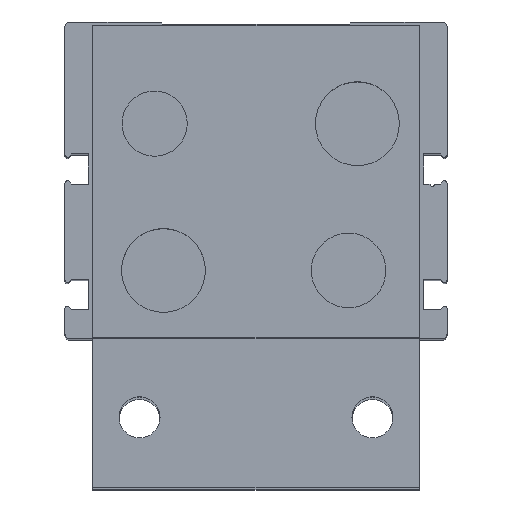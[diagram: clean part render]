
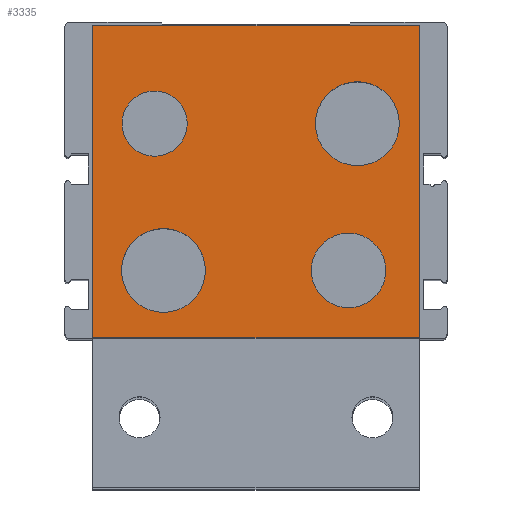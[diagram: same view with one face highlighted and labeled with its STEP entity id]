
A CAD part, top view. The second image highlights one B-rep face of the part: STEP entity #3335.
In plain terms, the highlighted planar face has unit normal (0, 0, 1).
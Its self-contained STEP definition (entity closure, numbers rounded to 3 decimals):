
#177 = CIRCLE ( 'NONE', #180, 9. ) ;
#178 = DIRECTION ( 'NONE',  ( 1., 0., 0. ) ) ;
#179 = CARTESIAN_POINT ( 'NONE',  ( 21.757, 12., 183. ) ) ;
#180 = AXIS2_PLACEMENT_3D ( 'NONE', #179, #181, #178 ) ;
#181 = DIRECTION ( 'NONE',  ( 0., 0., 1. ) ) ;
#613 = VERTEX_POINT ( 'NONE', #4444 ) ;
#671 = VERTEX_POINT ( 'NONE', #4457 ) ;
#724 = EDGE_CURVE ( 'NONE', #776, #671, #4672, .T. ) ;
#737 = EDGE_CURVE ( 'NONE', #775, #613, #4776, .T. ) ;
#775 = VERTEX_POINT ( 'NONE', #4706 ) ;
#776 = VERTEX_POINT ( 'NONE', #4705 ) ;
#2162 = CARTESIAN_POINT ( 'NONE',  ( -28.865, -19.5, 183. ) ) ;
#2366 = DIRECTION ( 'NONE',  ( 0., 1., 0. ) ) ;
#2367 = VECTOR ( 'NONE', #2366, 1000. ) ;
#2368 = CARTESIAN_POINT ( 'NONE',  ( 35., 33., 183. ) ) ;
#2369 = LINE ( 'NONE', #2368, #2367 ) ;
#2385 = LINE ( 'NONE', #2390, #2389 ) ;
#2388 = DIRECTION ( 'NONE',  ( 0., -1., 0. ) ) ;
#2389 = VECTOR ( 'NONE', #2388, 1000. ) ;
#2390 = CARTESIAN_POINT ( 'NONE',  ( -35., 33., 183. ) ) ;
#2392 = CARTESIAN_POINT ( 'NONE',  ( -19.865, -19.5, 183. ) ) ;
#2393 = CIRCLE ( 'NONE', #2396, 9. ) ;
#2394 = DIRECTION ( 'NONE',  ( 0., 0., 1. ) ) ;
#2395 = DIRECTION ( 'NONE',  ( 1., 0., 0. ) ) ;
#2396 = AXIS2_PLACEMENT_3D ( 'NONE', #2392, #2394, #2395 ) ;
#2455 = CARTESIAN_POINT ( 'NONE',  ( 35., 33., 183. ) ) ;
#2474 = CARTESIAN_POINT ( 'NONE',  ( 35., -34., 183. ) ) ;
#2578 = VERTEX_POINT ( 'NONE', #2162 ) ;
#2659 = EDGE_CURVE ( 'NONE', #2578, #2687, #3967, .T. ) ;
#2687 = VERTEX_POINT ( 'NONE', #4241 ) ;
#2703 = DIRECTION ( 'NONE',  ( -1., 0., 0. ) ) ;
#2711 = VECTOR ( 'NONE', #2703, 1000. ) ;
#2712 = CARTESIAN_POINT ( 'NONE',  ( -35., -34., 183. ) ) ;
#2713 = LINE ( 'NONE', #2712, #2711 ) ;
#2716 = VERTEX_POINT ( 'NONE', #4591 ) ;
#2761 = VERTEX_POINT ( 'NONE', #4200 ) ;
#2795 = EDGE_CURVE ( 'NONE', #2716, #2761, #4012, .T. ) ;
#2970 = VECTOR ( 'NONE', #3009, 1000. ) ;
#2983 = CARTESIAN_POINT ( 'NONE',  ( -35., -34., 183. ) ) ;
#3006 = LINE ( 'NONE', #3010, #2970 ) ;
#3009 = DIRECTION ( 'NONE',  ( -1., 0., 0. ) ) ;
#3010 = CARTESIAN_POINT ( 'NONE',  ( -35., 33., 183. ) ) ;
#3055 = EDGE_LOOP ( 'NONE', ( #3364, #3281 ) ) ;
#3099 = ORIENTED_EDGE ( 'NONE', *, *, #3320, .F. ) ;
#3232 = ORIENTED_EDGE ( 'NONE', *, *, #3233, .T. ) ;
#3233 = EDGE_CURVE ( 'NONE', #3371, #3347, #2369, .T. ) ;
#3244 = ORIENTED_EDGE ( 'NONE', *, *, #2795, .F. ) ;
#3245 = EDGE_CURVE ( 'NONE', #3321, #3308, #2385, .T. ) ;
#3246 = EDGE_CURVE ( 'NONE', #2687, #2578, #2393, .T. ) ;
#3263 = EDGE_LOOP ( 'NONE', ( #3353, #3306 ) ) ;
#3280 = EDGE_LOOP ( 'NONE', ( #3286, #3244 ) ) ;
#3281 = ORIENTED_EDGE ( 'NONE', *, *, #2659, .F. ) ;
#3286 = ORIENTED_EDGE ( 'NONE', *, *, #3294, .F. ) ;
#3294 = EDGE_CURVE ( 'NONE', #2761, #2716, #177, .T. ) ;
#3295 = ORIENTED_EDGE ( 'NONE', *, *, #3374, .F. ) ;
#3304 = EDGE_LOOP ( 'NONE', ( #3295, #3232, #3359, #3322 ) ) ;
#3305 = EDGE_LOOP ( 'NONE', ( #3099, #3327 ) ) ;
#3306 = ORIENTED_EDGE ( 'NONE', *, *, #737, .F. ) ;
#3308 = VERTEX_POINT ( 'NONE', #2983 ) ;
#3309 = EDGE_CURVE ( 'NONE', #3347, #3321, #3006, .T. ) ;
#3320 = EDGE_CURVE ( 'NONE', #671, #776, #4854, .T. ) ;
#3321 = VERTEX_POINT ( 'NONE', #4858 ) ;
#3322 = ORIENTED_EDGE ( 'NONE', *, *, #3245, .T. ) ;
#3327 = ORIENTED_EDGE ( 'NONE', *, *, #724, .F. ) ;
#3328 = EDGE_CURVE ( 'NONE', #613, #775, #4852, .T. ) ;
#3335 = ADVANCED_FACE ( 'NONE', ( #4704, #4664, #4663, #4687, #4685 ), #4665, .T. ) ;
#3347 = VERTEX_POINT ( 'NONE', #2455 ) ;
#3353 = ORIENTED_EDGE ( 'NONE', *, *, #3328, .F. ) ;
#3359 = ORIENTED_EDGE ( 'NONE', *, *, #3309, .T. ) ;
#3364 = ORIENTED_EDGE ( 'NONE', *, *, #3246, .F. ) ;
#3371 = VERTEX_POINT ( 'NONE', #2474 ) ;
#3374 = EDGE_CURVE ( 'NONE', #3371, #3308, #2713, .T. ) ;
#3511 = DIRECTION ( 'NONE',  ( 1., 0., 0. ) ) ;
#3512 = DIRECTION ( 'NONE',  ( 0., 0., 1. ) ) ;
#3965 = CARTESIAN_POINT ( 'NONE',  ( -19.865, -19.5, 183. ) ) ;
#3966 = AXIS2_PLACEMENT_3D ( 'NONE', #3965, #3512, #3511 ) ;
#3967 = CIRCLE ( 'NONE', #3966, 9. ) ;
#4012 = CIRCLE ( 'NONE', #4032, 9. ) ;
#4023 = DIRECTION ( 'NONE',  ( 0., 0., 1. ) ) ;
#4028 = CARTESIAN_POINT ( 'NONE',  ( 21.757, 12., 183. ) ) ;
#4029 = DIRECTION ( 'NONE',  ( 1., 0., 0. ) ) ;
#4032 = AXIS2_PLACEMENT_3D ( 'NONE', #4028, #4023, #4029 ) ;
#4200 = CARTESIAN_POINT ( 'NONE',  ( 30.757, 12., 183. ) ) ;
#4241 = CARTESIAN_POINT ( 'NONE',  ( -10.865, -19.5, 183. ) ) ;
#4444 = CARTESIAN_POINT ( 'NONE',  ( 11.865, -19.5, 183. ) ) ;
#4457 = CARTESIAN_POINT ( 'NONE',  ( -28.757, 12., 183. ) ) ;
#4591 = CARTESIAN_POINT ( 'NONE',  ( 12.757, 12., 183. ) ) ;
#4638 = DIRECTION ( 'NONE',  ( 1., 0., 0. ) ) ;
#4639 = DIRECTION ( 'NONE',  ( 0., 0., 1. ) ) ;
#4640 = CARTESIAN_POINT ( 'NONE',  ( -35., -66., 183. ) ) ;
#4641 = AXIS2_PLACEMENT_3D ( 'NONE', #4640, #4639, #4638 ) ;
#4663 = FACE_OUTER_BOUND ( 'NONE', #3304, .T. ) ;
#4664 = FACE_BOUND ( 'NONE', #3280, .T. ) ;
#4665 = PLANE ( 'NONE',  #4641 ) ;
#4672 = CIRCLE ( 'NONE', #4677, 7. ) ;
#4677 = AXIS2_PLACEMENT_3D ( 'NONE', #4768, #4767, #4766 ) ;
#4685 = FACE_BOUND ( 'NONE', #3305, .T. ) ;
#4687 = FACE_BOUND ( 'NONE', #3263, .T. ) ;
#4704 = FACE_BOUND ( 'NONE', #3055, .T. ) ;
#4705 = CARTESIAN_POINT ( 'NONE',  ( -14.757, 12., 183. ) ) ;
#4706 = CARTESIAN_POINT ( 'NONE',  ( 27.865, -19.5, 183. ) ) ;
#4766 = DIRECTION ( 'NONE',  ( 1., 0., 0. ) ) ;
#4767 = DIRECTION ( 'NONE',  ( 0., 0., 1. ) ) ;
#4768 = CARTESIAN_POINT ( 'NONE',  ( -21.757, 12., 183. ) ) ;
#4776 = CIRCLE ( 'NONE', #4834, 8. ) ;
#4831 = DIRECTION ( 'NONE',  ( 1., 0., 0. ) ) ;
#4832 = DIRECTION ( 'NONE',  ( 0., 0., 1. ) ) ;
#4833 = CARTESIAN_POINT ( 'NONE',  ( 19.865, -19.5, 183. ) ) ;
#4834 = AXIS2_PLACEMENT_3D ( 'NONE', #4833, #4832, #4831 ) ;
#4844 = AXIS2_PLACEMENT_3D ( 'NONE', #4853, #4859, #4857 ) ;
#4848 = DIRECTION ( 'NONE',  ( 1., 0., 0. ) ) ;
#4849 = DIRECTION ( 'NONE',  ( 0., 0., 1. ) ) ;
#4850 = CARTESIAN_POINT ( 'NONE',  ( 19.865, -19.5, 183. ) ) ;
#4851 = AXIS2_PLACEMENT_3D ( 'NONE', #4850, #4849, #4848 ) ;
#4852 = CIRCLE ( 'NONE', #4851, 8. ) ;
#4853 = CARTESIAN_POINT ( 'NONE',  ( -21.757, 12., 183. ) ) ;
#4854 = CIRCLE ( 'NONE', #4844, 7. ) ;
#4857 = DIRECTION ( 'NONE',  ( 1., 0., 0. ) ) ;
#4858 = CARTESIAN_POINT ( 'NONE',  ( -35., 33., 183. ) ) ;
#4859 = DIRECTION ( 'NONE',  ( 0., 0., 1. ) ) ;
